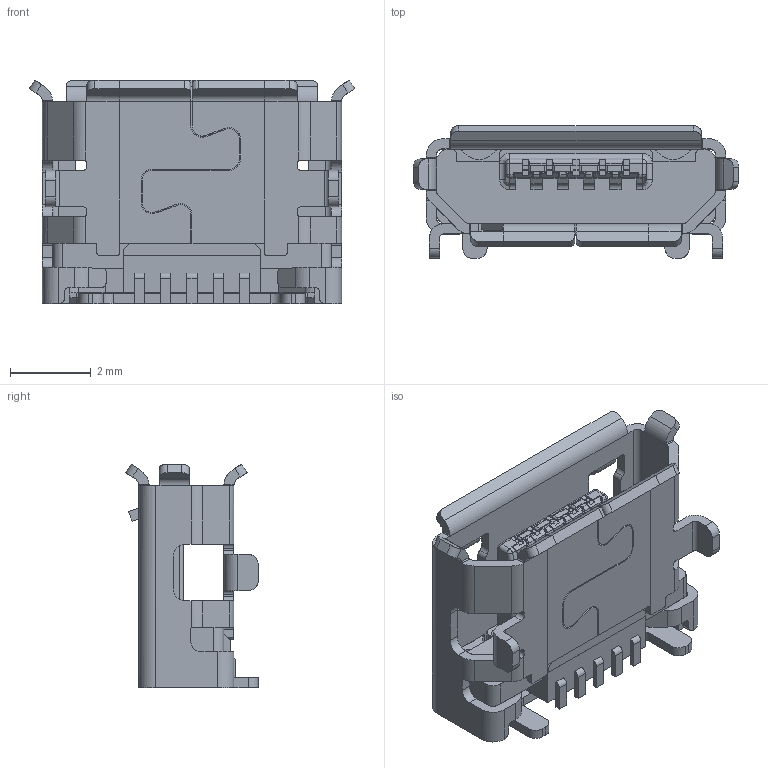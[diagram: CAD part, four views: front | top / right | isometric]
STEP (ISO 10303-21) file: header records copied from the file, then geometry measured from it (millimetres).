
FILE_DESCRIPTION (( 'STEP AP214' ), '1' );
FILE_NAME ('10118194-0001LF.STEP', '2023-01-31T15:54:27', ( '' ), ( '' ), 'SwSTEP 2.0', 'SolidWorks 2021', '' );
FILE_SCHEMA (( 'AUTOMOTIVE_DESIGN' ));
Length unit declared in the file: millimetre
Products named in the file (1): 10118194-0001LF
Bounding box: 8.05 x 3.27 x 5.53 mm (x, y, z)
Volume: 40.4 mm3; surface area: 300.3 mm2
Topology: 14 solids, 14 shells, 790 faces, 2214 edges, 1444 vertices
Faces by surface type: plane 473, cylinder 279, bspline 28, cone 10
Entity records: 27530 total; most frequent: CARTESIAN_POINT 8710, ORIENTED_EDGE 4420, DIRECTION 3036, EDGE_CURVE 2210, VERTEX_POINT 1444, VECTOR 1178, LINE 1178, AXIS2_PLACEMENT_3D 929
